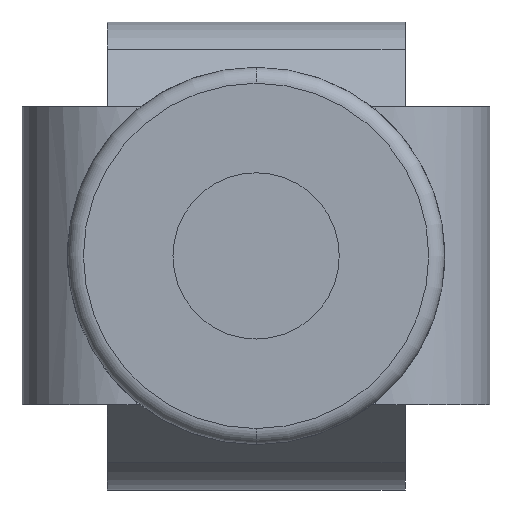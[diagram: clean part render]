
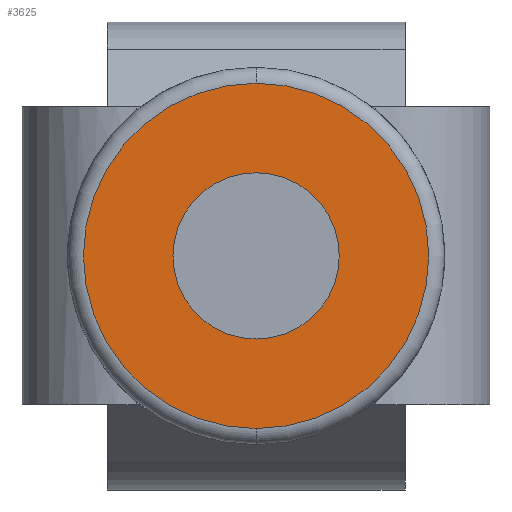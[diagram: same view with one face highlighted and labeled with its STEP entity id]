
A CAD part, front view. The second image highlights one B-rep face of the part: STEP entity #3625.
In plain terms, the highlighted planar face has unit normal (0, -1, 0).
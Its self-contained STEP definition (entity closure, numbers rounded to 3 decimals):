
#93 = CARTESIAN_POINT ( 'NONE',  ( -22.433, -15.15, 3.97 ) ) ;
#109 = VERTEX_POINT ( 'NONE', #1050 ) ;
#121 = EDGE_CURVE ( 'NONE', #1478, #2794, #640, .T. ) ;
#247 = EDGE_CURVE ( 'NONE', #1414, #109, #3256, .T. ) ;
#315 = EDGE_CURVE ( 'NONE', #2794, #1478, #3167, .T. ) ;
#420 = AXIS2_PLACEMENT_3D ( 'NONE', #525, #585, #3397 ) ;
#525 = CARTESIAN_POINT ( 'NONE',  ( -22.433, -15.15, 0. ) ) ;
#585 = DIRECTION ( 'NONE',  ( 0., -1., 0. ) ) ;
#598 = FACE_OUTER_BOUND ( 'NONE', #2889, .T. ) ;
#640 = CIRCLE ( 'NONE', #420, 3.97 ) ;
#643 = CARTESIAN_POINT ( 'NONE',  ( -22.433, -15.15, 0. ) ) ;
#808 = AXIS2_PLACEMENT_3D ( 'NONE', #643, #2431, #2556 ) ;
#820 = ORIENTED_EDGE ( 'NONE', *, *, #962, .T. ) ;
#962 = EDGE_CURVE ( 'NONE', #109, #1414, #2737, .T. ) ;
#1050 = CARTESIAN_POINT ( 'NONE',  ( -22.433, -15.15, -8.242 ) ) ;
#1053 = CARTESIAN_POINT ( 'NONE',  ( -22.433, -15.15, 8.242 ) ) ;
#1059 = ORIENTED_EDGE ( 'NONE', *, *, #247, .T. ) ;
#1370 = CARTESIAN_POINT ( 'NONE',  ( -22.433, -15.15, -3.97 ) ) ;
#1382 = FACE_BOUND ( 'NONE', #2712, .T. ) ;
#1407 = DIRECTION ( 'NONE',  ( 0., 1., 0. ) ) ;
#1414 = VERTEX_POINT ( 'NONE', #1053 ) ;
#1478 = VERTEX_POINT ( 'NONE', #1370 ) ;
#1616 = CARTESIAN_POINT ( 'NONE',  ( -22.433, -15.15, 0. ) ) ;
#1625 = DIRECTION ( 'NONE',  ( 0., -1., 0. ) ) ;
#1636 = DIRECTION ( 'NONE',  ( 0., 0., 1. ) ) ;
#1858 = DIRECTION ( 'NONE',  ( 0., 0., 1. ) ) ;
#2375 = ORIENTED_EDGE ( 'NONE', *, *, #121, .F. ) ;
#2431 = DIRECTION ( 'NONE',  ( 0., -1., 0. ) ) ;
#2503 = AXIS2_PLACEMENT_3D ( 'NONE', #3125, #1407, #3401 ) ;
#2539 = PLANE ( 'NONE',  #2503 ) ;
#2556 = DIRECTION ( 'NONE',  ( 0., 0., 1. ) ) ;
#2712 = EDGE_LOOP ( 'NONE', ( #2375, #3343 ) ) ;
#2737 = CIRCLE ( 'NONE', #3544, 8.242 ) ;
#2794 = VERTEX_POINT ( 'NONE', #93 ) ;
#2889 = EDGE_LOOP ( 'NONE', ( #1059, #820 ) ) ;
#2898 = DIRECTION ( 'NONE',  ( 0., -1., 0. ) ) ;
#3118 = AXIS2_PLACEMENT_3D ( 'NONE', #3423, #2898, #1858 ) ;
#3125 = CARTESIAN_POINT ( 'NONE',  ( -22.433, -15.15, 0. ) ) ;
#3167 = CIRCLE ( 'NONE', #808, 3.97 ) ;
#3256 = CIRCLE ( 'NONE', #3118, 8.242 ) ;
#3343 = ORIENTED_EDGE ( 'NONE', *, *, #315, .F. ) ;
#3397 = DIRECTION ( 'NONE',  ( 0., 0., 1. ) ) ;
#3401 = DIRECTION ( 'NONE',  ( 0., 0., 1. ) ) ;
#3423 = CARTESIAN_POINT ( 'NONE',  ( -22.433, -15.15, 0. ) ) ;
#3544 = AXIS2_PLACEMENT_3D ( 'NONE', #1616, #1625, #1636 ) ;
#3625 = ADVANCED_FACE ( 'NONE', ( #598, #1382 ), #2539, .F. ) ;
